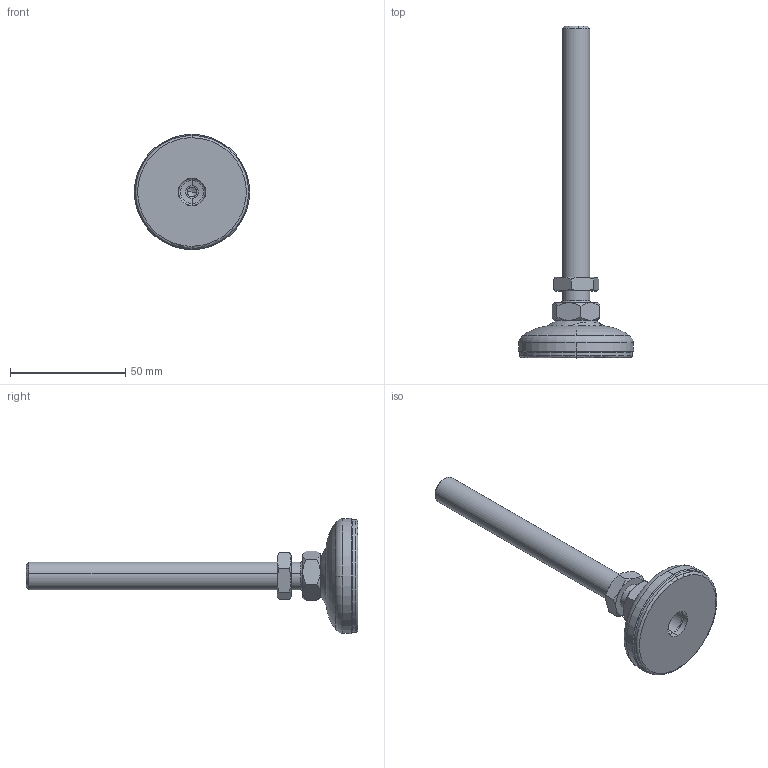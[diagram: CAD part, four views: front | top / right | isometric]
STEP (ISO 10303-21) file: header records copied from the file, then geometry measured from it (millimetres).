
FILE_DESCRIPTION (( 'STEP AP203' ), '1' );
FILE_NAME ('A60.18.50.04 ECO feet nylon 50 - M12 x 120.STEP', '2018-09-28T13:07:18', ( '' ), ( '' ), 'SwSTEP 2.0', 'SolidWorks 2015', '' );
FILE_SCHEMA (( 'CONFIG_CONTROL_DESIGN' ));
Length unit declared in the file: inch
Products named in the file (2): A60.18.50.04 ECO feet nylon 50 - M12 x 120
Bounding box: 49.97 x 143.86 x 49.97 mm (x, y, z)
Volume: 39722.7 mm3; surface area: 18254.7 mm2
Topology: 4 solids, 4 shells, 131 faces, 313 edges, 193 vertices
Faces by surface type: cone 46, torus 30, cylinder 28, plane 22, bspline 3, sphere 2
Entity records: 4866 total; most frequent: CARTESIAN_POINT 1648, DIRECTION 692, ORIENTED_EDGE 622, EDGE_CURVE 311, AXIS2_PLACEMENT_3D 309, VERTEX_POINT 193, CIRCLE 179, EDGE_LOOP 142
